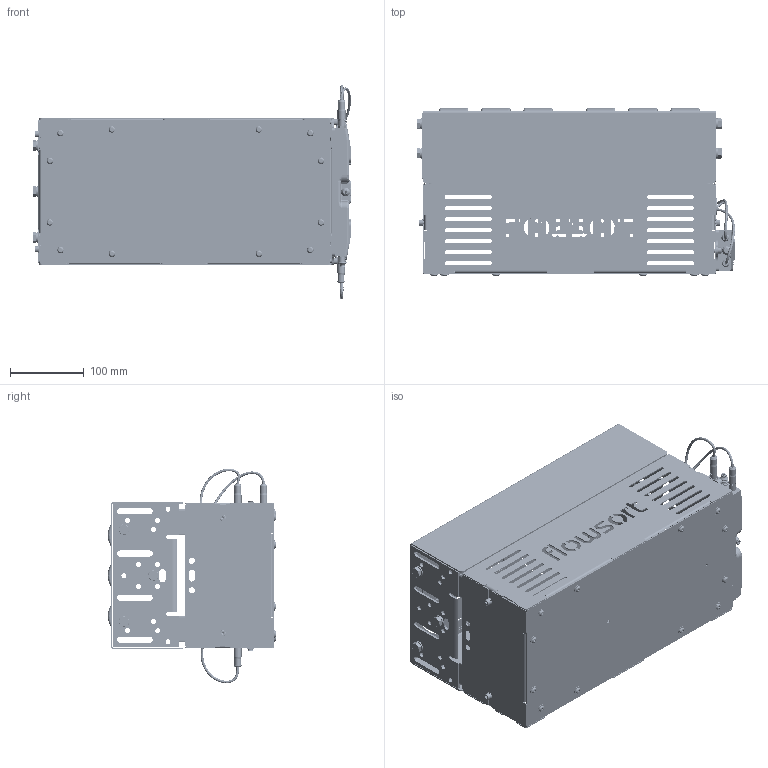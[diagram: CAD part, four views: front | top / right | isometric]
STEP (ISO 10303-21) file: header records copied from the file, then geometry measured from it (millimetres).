
FILE_DESCRIPTION (( 'STEP AP214' ), '1' );
FILE_NAME ('24V SLD0400 Speed Flow Compact REV1.0.STEP', '2023-06-15T11:33:52', ( '' ), ( '' ), 'SwSTEP 2.0', 'SolidWorks 2022', '' );
FILE_SCHEMA (( 'AUTOMOTIVE_DESIGN' ));
Length unit declared in the file: millimetre
Products named in the file (156): F000094; T000005; T000001; T000032; T000004; S000002; 24V SLD0400 Speed Flow Compact REV1.0; M000217; F000003_SOCKET HEAD M5X12 D912 ZP; V000053_6902; F000004_CIRTEQ RETAINING RING 10; M000005; I000002; F000035_COUNTERSUNK M5X10 D7991 BLACK; T000048; M000208_R01; F000061; M000001; E000002_Cordless; F000054_SOCKET HEAD M5X14 D912 ZP; Part99^24V SLD0400 Speed Flow Compact A_Tab; F000001_COUNTERSUNK M5X10 D7991 ZP; T000003; F000006_RETAINING RING M30 D471 SS; M000143; S000074; V000003; F000021_HEX M8X16 D933 ZP; F000042_WASHER M6X38 ZP; E000003_with connectors SLD flat; F000076_PLAIN WASHER M5 D125A ZP; F000005_SOCKET HEAD M5X20 D7500E ZP; V000055_559mm flat machine; E000034_Cordless; F000031_KEY 5X5X20 D6880; E000006_only sensor connector; F000049_KEY 3X3X10 D6885; S000003; F000078_COUNTERSUNK M5X16 D7991 ZP; F000060_SELF-CLINCHING NUT M5 PEM-S-M5-2 ZP ...
Assembly tree (96 placements, depth 4):
  T000005
  T000001
  T000032
  T000004
  24V SLD0400 Speed Flow Compact REV1.0
    V000003
    M000076
    M000208
      M000208_R01
    M000209
      M000209_R01
    V000003
    F000094
    S000074
      M000211
    M000156
    S000074
      M000211
    F000094
    F000094
    F000094
    F000094
    F000094
    F000094
    F000094
    F000094
    F000094
    F000094
    F000094
    F000003_SOCKET HEAD M5X12 D912 ZP
    F000041_SPRING LOCK WASHER M5 D127B  x4
    F000003_SOCKET HEAD M5X12 D912 ZP
    F000003_SOCKET HEAD M5X12 D912 ZP
    F000003_SOCKET HEAD M5X12 D912 ZP
    F000003_SOCKET HEAD M5X12 D912 ZP
    F000003_SOCKET HEAD M5X12 D912 ZP
    S000029
      I000003
      S000001
        I000002
      S000001
        I000002
      S000002
        I000002
        I000002
      M000001
      F000035_COUNTERSUNK M5X10 D7991 BLACK
      F000017_COUNTERSUNK M5X55 D7991 ZP
      F000035_COUNTERSUNK M5X10 D7991 BLACK
      F000035_COUNTERSUNK M5X10 D7991 BLACK
    S000003
      I000003
      S000001
        I000002
      S000001
        I000002
      S000002
        I000002
        I000002
      M000001
Bounding box: 432.56 x 229.3 x 291.9 mm (x, y, z)
Volume: 831790.7 mm3; surface area: 1005444.1 mm2
Topology: 113 solids, 121 shells, 6027 faces, 15757 edges, 10235 vertices
Faces by surface type: plane 3251, cylinder 1360, bspline 1064, cone 245, torus 107
Full cylindrical faces by diameter (mm): 0.217 x2, 0.9 x24, 1 x24, 1.2 x8, 1.3 x4, 1.4 x4, 1.5 x4, 1.6 x8, 2 x6, 2.5 x2, 4 x4, 4.2 x5, 4.6 x3, 5 x20, 5.2 x12, 5.3 x2, 5.5 x1, 5.6 x2, 5.7 x6, 5.8 x2, 6 x2, 6.4 x4, 6.5 x2, 6.6 x3, 6.8 x32, 6.9 x2, 6.917 x3, 7.2 x2, 7.5 x2, 8 x13
Entity records: 244618 total; most frequent: CARTESIAN_POINT 68472, ORIENTED_EDGE 29440, DIRECTION 25343, EDGE_CURVE 14720, VERTEX_POINT 9922, VECTOR 9311, LINE 9311, AXIS2_PLACEMENT_3D 8016
